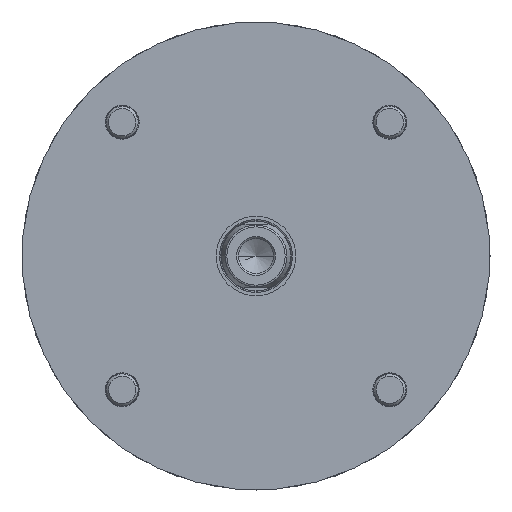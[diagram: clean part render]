
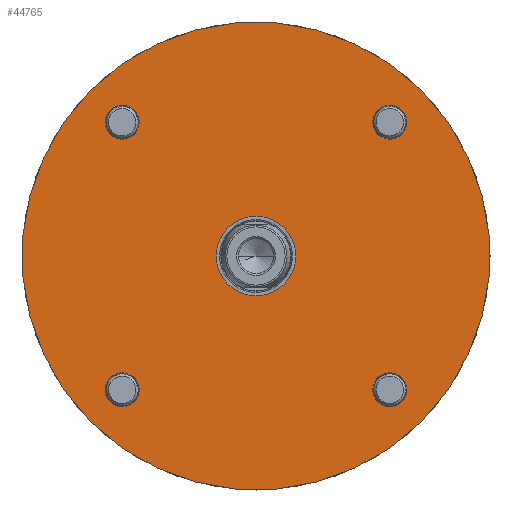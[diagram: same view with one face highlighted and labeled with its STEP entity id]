
A CAD part, front view. The second image highlights one B-rep face of the part: STEP entity #44765.
In plain terms, the highlighted planar face has unit normal (0, -1, 0).
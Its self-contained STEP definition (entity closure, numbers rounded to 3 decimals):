
#370 = EDGE_LOOP ( 'NONE', ( #40394, #51870 ) ) ;
#953 = DIRECTION ( 'NONE',  ( 0., -1., 0. ) ) ;
#1016 = AXIS2_PLACEMENT_3D ( 'NONE', #11424, #44358, #16116 ) ;
#1202 = EDGE_CURVE ( 'NONE', #29658, #5225, #22691, .T. ) ;
#1222 = CARTESIAN_POINT ( 'NONE',  ( 0., 0., 0. ) ) ;
#2270 = CARTESIAN_POINT ( 'NONE',  ( 61.165, 0., -61.165 ) ) ;
#3307 = DIRECTION ( 'NONE',  ( 0.707, 0., -0.707 ) ) ;
#3359 = AXIS2_PLACEMENT_3D ( 'NONE', #1222, #58531, #30262 ) ;
#4711 = CARTESIAN_POINT ( 'NONE',  ( 0., 0., 0. ) ) ;
#5193 = EDGE_CURVE ( 'NONE', #5225, #29658, #48412, .T. ) ;
#5201 = ORIENTED_EDGE ( 'NONE', *, *, #21333, .F. ) ;
#5225 = VERTEX_POINT ( 'NONE', #46137 ) ;
#5528 = FACE_BOUND ( 'NONE', #13523, .T. ) ;
#5701 = CARTESIAN_POINT ( 'NONE',  ( 0., 0., 0. ) ) ;
#6999 = FACE_BOUND ( 'NONE', #55095, .T. ) ;
#7583 = EDGE_CURVE ( 'NONE', #56149, #31490, #43089, .T. ) ;
#7950 = CARTESIAN_POINT ( 'NONE',  ( -73.186, 0., -61.165 ) ) ;
#8501 = AXIS2_PLACEMENT_3D ( 'NONE', #4711, #56161, #56366 ) ;
#8695 = VERTEX_POINT ( 'NONE', #48496 ) ;
#9182 = EDGE_CURVE ( 'NONE', #58099, #8695, #25614, .T. ) ;
#9458 = CIRCLE ( 'NONE', #26813, 8.5 ) ;
#10395 = DIRECTION ( 'NONE',  ( 0.707, 0., -0.707 ) ) ;
#10777 = EDGE_CURVE ( 'NONE', #31490, #56149, #60157, .T. ) ;
#11424 = CARTESIAN_POINT ( 'NONE',  ( 0., 0., 0. ) ) ;
#11769 = AXIS2_PLACEMENT_3D ( 'NONE', #59490, #50267, #12758 ) ;
#11875 = DIRECTION ( 'NONE',  ( 0., -1., 0. ) ) ;
#12080 = CARTESIAN_POINT ( 'NONE',  ( -73.186, 0., 73.186 ) ) ;
#12209 = AXIS2_PLACEMENT_3D ( 'NONE', #40040, #11875, #44823 ) ;
#12489 = EDGE_LOOP ( 'NONE', ( #21525, #42682 ) ) ;
#12700 = CIRCLE ( 'NONE', #47153, 8.5 ) ;
#12758 = DIRECTION ( 'NONE',  ( 0.707, 0., -0.707 ) ) ;
#13523 = EDGE_LOOP ( 'NONE', ( #5201, #50284 ) ) ;
#14233 = CARTESIAN_POINT ( 'NONE',  ( 67.175, 0., 67.175 ) ) ;
#15074 = VERTEX_POINT ( 'NONE', #26474 ) ;
#15625 = DIRECTION ( 'NONE',  ( 0., -1., 0. ) ) ;
#16116 = DIRECTION ( 'NONE',  ( 0.707, 0., -0.707 ) ) ;
#17461 = AXIS2_PLACEMENT_3D ( 'NONE', #45870, #17590, #50608 ) ;
#17519 = EDGE_LOOP ( 'NONE', ( #29453, #50776 ) ) ;
#17590 = DIRECTION ( 'NONE',  ( 0., -1., 0. ) ) ;
#17938 = DIRECTION ( 'NONE',  ( 0., -1., 0. ) ) ;
#18760 = ORIENTED_EDGE ( 'NONE', *, *, #10777, .F. ) ;
#18951 = DIRECTION ( 'NONE',  ( 0.707, 0., -0.707 ) ) ;
#19918 = VERTEX_POINT ( 'NONE', #12080 ) ;
#21333 = EDGE_CURVE ( 'NONE', #19918, #52071, #50186, .T. ) ;
#21334 = ORIENTED_EDGE ( 'NONE', *, *, #7583, .F. ) ;
#21493 = DIRECTION ( 'NONE',  ( 0., -1., 0. ) ) ;
#21525 = ORIENTED_EDGE ( 'NONE', *, *, #5193, .F. ) ;
#22442 = CARTESIAN_POINT ( 'NONE',  ( -83.085, 0., 83.085 ) ) ;
#22565 = AXIS2_PLACEMENT_3D ( 'NONE', #46217, #17938, #50963 ) ;
#22691 = CIRCLE ( 'NONE', #8501, 20. ) ;
#22853 = EDGE_LOOP ( 'NONE', ( #60090, #32573 ) ) ;
#25545 = PLANE ( 'NONE',  #3359 ) ;
#25614 = CIRCLE ( 'NONE', #56043, 117.5 ) ;
#26474 = CARTESIAN_POINT ( 'NONE',  ( 73.186, 0., 61.165 ) ) ;
#26813 = AXIS2_PLACEMENT_3D ( 'NONE', #14233, #47243, #18951 ) ;
#28214 = CARTESIAN_POINT ( 'NONE',  ( 61.165, 0., 73.186 ) ) ;
#29011 = CARTESIAN_POINT ( 'NONE',  ( 67.175, 0., 67.175 ) ) ;
#29014 = FACE_BOUND ( 'NONE', #12489, .T. ) ;
#29453 = ORIENTED_EDGE ( 'NONE', *, *, #46430, .F. ) ;
#29658 = VERTEX_POINT ( 'NONE', #52689 ) ;
#30262 = DIRECTION ( 'NONE',  ( 0.707, 0., -0.707 ) ) ;
#30480 = FACE_BOUND ( 'NONE', #22853, .T. ) ;
#30696 = AXIS2_PLACEMENT_3D ( 'NONE', #49757, #21493, #54469 ) ;
#31292 = EDGE_CURVE ( 'NONE', #8695, #58099, #46157, .T. ) ;
#31358 = DIRECTION ( 'NONE',  ( 0., -1., 0. ) ) ;
#31490 = VERTEX_POINT ( 'NONE', #41373 ) ;
#32000 = CIRCLE ( 'NONE', #22565, 8.5 ) ;
#32573 = ORIENTED_EDGE ( 'NONE', *, *, #51138, .F. ) ;
#32679 = EDGE_CURVE ( 'NONE', #40458, #42033, #32000, .T. ) ;
#33669 = DIRECTION ( 'NONE',  ( 0.707, 0., -0.707 ) ) ;
#34767 = CIRCLE ( 'NONE', #17461, 8.5 ) ;
#38536 = DIRECTION ( 'NONE',  ( 0., -1., 0. ) ) ;
#39781 = VERTEX_POINT ( 'NONE', #28214 ) ;
#40040 = CARTESIAN_POINT ( 'NONE',  ( 67.175, 0., -67.175 ) ) ;
#40372 = CIRCLE ( 'NONE', #30696, 8.5 ) ;
#40394 = ORIENTED_EDGE ( 'NONE', *, *, #9182, .T. ) ;
#40458 = VERTEX_POINT ( 'NONE', #7950 ) ;
#41373 = CARTESIAN_POINT ( 'NONE',  ( 73.186, 0., -73.186 ) ) ;
#41507 = FACE_OUTER_BOUND ( 'NONE', #370, .T. ) ;
#42033 = VERTEX_POINT ( 'NONE', #54063 ) ;
#42359 = CARTESIAN_POINT ( 'NONE',  ( -61.165, 0., 61.165 ) ) ;
#42682 = ORIENTED_EDGE ( 'NONE', *, *, #1202, .F. ) ;
#43089 = CIRCLE ( 'NONE', #12209, 8.5 ) ;
#43669 = AXIS2_PLACEMENT_3D ( 'NONE', #43855, #15625, #48627 ) ;
#43855 = CARTESIAN_POINT ( 'NONE',  ( 67.175, 0., -67.175 ) ) ;
#44358 = DIRECTION ( 'NONE',  ( 0., -1., 0. ) ) ;
#44765 = ADVANCED_FACE ( 'NONE', ( #5528, #30480, #6999, #54111, #41507, #29014 ), #25545, .T. ) ;
#44823 = DIRECTION ( 'NONE',  ( 0.707, 0., -0.707 ) ) ;
#45870 = CARTESIAN_POINT ( 'NONE',  ( -67.175, 0., 67.175 ) ) ;
#46137 = CARTESIAN_POINT ( 'NONE',  ( -14.142, 0., 14.142 ) ) ;
#46157 = CIRCLE ( 'NONE', #1016, 117.5 ) ;
#46217 = CARTESIAN_POINT ( 'NONE',  ( -67.175, 0., -67.175 ) ) ;
#46430 = EDGE_CURVE ( 'NONE', #39781, #15074, #12700, .T. ) ;
#46645 = EDGE_CURVE ( 'NONE', #52071, #19918, #34767, .T. ) ;
#47153 = AXIS2_PLACEMENT_3D ( 'NONE', #29011, #953, #33669 ) ;
#47243 = DIRECTION ( 'NONE',  ( 0., -1., 0. ) ) ;
#48412 = CIRCLE ( 'NONE', #11769, 20. ) ;
#48496 = CARTESIAN_POINT ( 'NONE',  ( 83.085, 0., -83.085 ) ) ;
#48627 = DIRECTION ( 'NONE',  ( 0.707, 0., -0.707 ) ) ;
#49757 = CARTESIAN_POINT ( 'NONE',  ( -67.175, 0., -67.175 ) ) ;
#50186 = CIRCLE ( 'NONE', #59661, 8.5 ) ;
#50267 = DIRECTION ( 'NONE',  ( 0., -1., 0. ) ) ;
#50284 = ORIENTED_EDGE ( 'NONE', *, *, #46645, .F. ) ;
#50608 = DIRECTION ( 'NONE',  ( 0.707, 0., -0.707 ) ) ;
#50776 = ORIENTED_EDGE ( 'NONE', *, *, #54134, .F. ) ;
#50963 = DIRECTION ( 'NONE',  ( 0.707, 0., -0.707 ) ) ;
#51138 = EDGE_CURVE ( 'NONE', #42033, #40458, #40372, .T. ) ;
#51870 = ORIENTED_EDGE ( 'NONE', *, *, #31292, .T. ) ;
#52071 = VERTEX_POINT ( 'NONE', #42359 ) ;
#52689 = CARTESIAN_POINT ( 'NONE',  ( 14.142, 0., -14.142 ) ) ;
#54063 = CARTESIAN_POINT ( 'NONE',  ( -61.165, 0., -73.186 ) ) ;
#54111 = FACE_BOUND ( 'NONE', #17519, .T. ) ;
#54134 = EDGE_CURVE ( 'NONE', #15074, #39781, #9458, .T. ) ;
#54469 = DIRECTION ( 'NONE',  ( 0.707, 0., -0.707 ) ) ;
#55095 = EDGE_LOOP ( 'NONE', ( #21334, #18760 ) ) ;
#56043 = AXIS2_PLACEMENT_3D ( 'NONE', #5701, #38536, #10395 ) ;
#56149 = VERTEX_POINT ( 'NONE', #2270 ) ;
#56161 = DIRECTION ( 'NONE',  ( 0., -1., 0. ) ) ;
#56366 = DIRECTION ( 'NONE',  ( 0.707, 0., -0.707 ) ) ;
#58099 = VERTEX_POINT ( 'NONE', #22442 ) ;
#58531 = DIRECTION ( 'NONE',  ( 0., -1., 0. ) ) ;
#59490 = CARTESIAN_POINT ( 'NONE',  ( 0., 0., 0. ) ) ;
#59608 = CARTESIAN_POINT ( 'NONE',  ( -67.175, 0., 67.175 ) ) ;
#59661 = AXIS2_PLACEMENT_3D ( 'NONE', #59608, #31358, #3307 ) ;
#60090 = ORIENTED_EDGE ( 'NONE', *, *, #32679, .F. ) ;
#60157 = CIRCLE ( 'NONE', #43669, 8.5 ) ;
